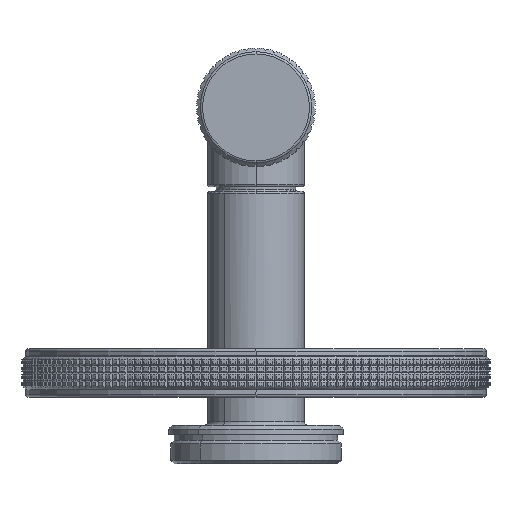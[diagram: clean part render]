
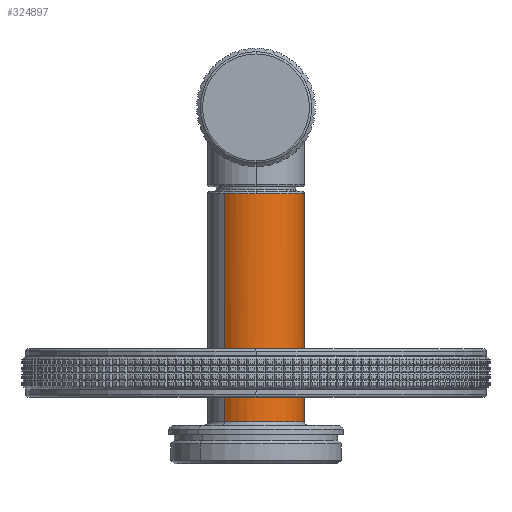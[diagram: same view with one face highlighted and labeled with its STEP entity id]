
A CAD part, left-side view. The second image highlights one B-rep face of the part: STEP entity #324897.
In plain terms, the highlighted cylindrical face has radius 6.5 mm (diameter 13 mm), a partial arc.
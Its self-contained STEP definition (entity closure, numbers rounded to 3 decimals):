
#3538 = CIRCLE ( 'NONE', #289248, 6.5 ) ;
#7473 = ORIENTED_EDGE ( 'NONE', *, *, #277729, .T. ) ;
#25122 = CARTESIAN_POINT ( 'NONE',  ( -6.5, 0., 73.4 ) ) ;
#30924 = CARTESIAN_POINT ( 'NONE',  ( -4.91, 4.259, 37. ) ) ;
#36225 = CARTESIAN_POINT ( 'NONE',  ( 4.91, -4.259, 42.7 ) ) ;
#42825 = EDGE_CURVE ( 'NONE', #209222, #59741, #3538, .T. ) ;
#57149 = VERTEX_POINT ( 'NONE', #362477 ) ;
#57169 = DIRECTION ( 'NONE',  ( 0., 0., -1. ) ) ;
#59741 = VERTEX_POINT ( 'NONE', #36225 ) ;
#64994 = CARTESIAN_POINT ( 'NONE',  ( 0., 0., 42.7 ) ) ;
#80461 = AXIS2_PLACEMENT_3D ( 'NONE', #308484, #364458, #306650 ) ;
#88213 = ORIENTED_EDGE ( 'NONE', *, *, #208481, .T. ) ;
#89200 = ORIENTED_EDGE ( 'NONE', *, *, #161407, .T. ) ;
#91989 = VERTEX_POINT ( 'NONE', #148868 ) ;
#92177 = VECTOR ( 'NONE', #204184, 1000. ) ;
#109220 = DIRECTION ( 'NONE',  ( 0., 0., -1. ) ) ;
#126648 = CARTESIAN_POINT ( 'NONE',  ( -4.91, 4.259, 42.7 ) ) ;
#148868 = CARTESIAN_POINT ( 'NONE',  ( 4.91, -4.259, 73.4 ) ) ;
#149460 = FACE_OUTER_BOUND ( 'NONE', #174811, .T. ) ;
#153121 = ORIENTED_EDGE ( 'NONE', *, *, #179713, .F. ) ;
#154759 = VERTEX_POINT ( 'NONE', #25122 ) ;
#159196 = DIRECTION ( 'NONE',  ( -1., 0., 0. ) ) ;
#161407 = EDGE_CURVE ( 'NONE', #57149, #209222, #196852, .T. ) ;
#169340 = AXIS2_PLACEMENT_3D ( 'NONE', #219217, #109220, #359086 ) ;
#174811 = EDGE_LOOP ( 'NONE', ( #153121, #7473, #88213, #89200, #326009 ) ) ;
#179713 = EDGE_CURVE ( 'NONE', #91989, #59741, #226725, .T. ) ;
#192604 = DIRECTION ( 'NONE',  ( 0., 0., -1. ) ) ;
#196852 = LINE ( 'NONE', #30924, #92177 ) ;
#204184 = DIRECTION ( 'NONE',  ( 0., 0., -1. ) ) ;
#206590 = DIRECTION ( 'NONE',  ( -0.755, 0.655, 0. ) ) ;
#208481 = EDGE_CURVE ( 'NONE', #154759, #57149, #214499, .T. ) ;
#209222 = VERTEX_POINT ( 'NONE', #126648 ) ;
#214499 = CIRCLE ( 'NONE', #315595, 6.5 ) ;
#219217 = CARTESIAN_POINT ( 'NONE',  ( 0., 0., 73.4 ) ) ;
#226725 = LINE ( 'NONE', #312426, #331013 ) ;
#240032 = DIRECTION ( 'NONE',  ( 0., 0., 1. ) ) ;
#250728 = CYLINDRICAL_SURFACE ( 'NONE', #80461, 6.5 ) ;
#277729 = EDGE_CURVE ( 'NONE', #91989, #154759, #312153, .T. ) ;
#289248 = AXIS2_PLACEMENT_3D ( 'NONE', #64994, #240032, #206590 ) ;
#306259 = CARTESIAN_POINT ( 'NONE',  ( 0., 0., 73.4 ) ) ;
#306650 = DIRECTION ( 'NONE',  ( -0.755, 0.655, 0. ) ) ;
#308484 = CARTESIAN_POINT ( 'NONE',  ( 0., 0., 37. ) ) ;
#312153 = CIRCLE ( 'NONE', #169340, 6.5 ) ;
#312426 = CARTESIAN_POINT ( 'NONE',  ( 4.91, -4.259, 37. ) ) ;
#315595 = AXIS2_PLACEMENT_3D ( 'NONE', #306259, #192604, #159196 ) ;
#324897 = ADVANCED_FACE ( 'NONE', ( #149460 ), #250728, .T. ) ;
#326009 = ORIENTED_EDGE ( 'NONE', *, *, #42825, .T. ) ;
#331013 = VECTOR ( 'NONE', #57169, 1000. ) ;
#359086 = DIRECTION ( 'NONE',  ( -1., 0., 0. ) ) ;
#362477 = CARTESIAN_POINT ( 'NONE',  ( -4.91, 4.259, 73.4 ) ) ;
#364458 = DIRECTION ( 'NONE',  ( 0., 0., -1. ) ) ;
